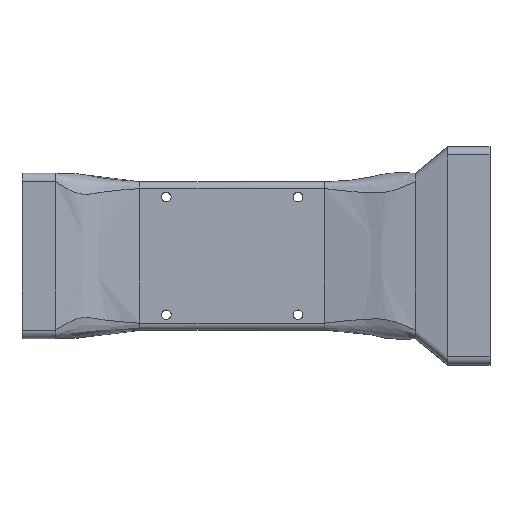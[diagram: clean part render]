
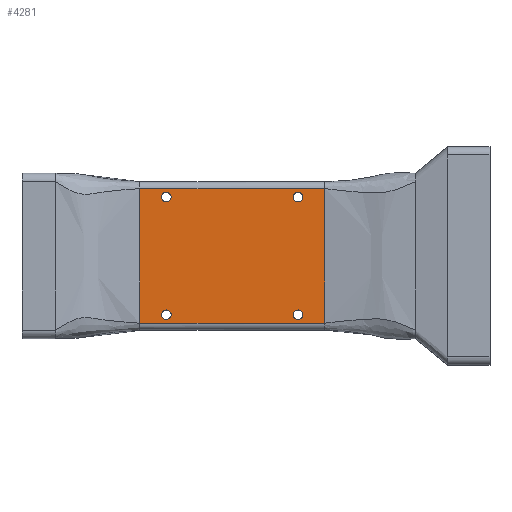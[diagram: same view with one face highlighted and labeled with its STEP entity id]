
A CAD part, top view. The second image highlights one B-rep face of the part: STEP entity #4281.
In plain terms, the highlighted planar face has unit normal (0, 0, 1).
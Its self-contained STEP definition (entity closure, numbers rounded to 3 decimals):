
#39 = EDGE_CURVE ( 'NONE', #5370, #1392, #3788, .T. ) ;
#61 = FACE_BOUND ( 'NONE', #4655, .T. ) ;
#164 = CARTESIAN_POINT ( 'NONE',  ( -33., 24., 25.5 ) ) ;
#188 = AXIS2_PLACEMENT_3D ( 'NONE', #4293, #4320, #2361 ) ;
#244 = DIRECTION ( 'NONE',  ( 0., 0., 1. ) ) ;
#252 = EDGE_CURVE ( 'NONE', #4676, #1188, #4227, .T. ) ;
#279 = DIRECTION ( 'NONE',  ( 1., 0., 0. ) ) ;
#317 = EDGE_CURVE ( 'NONE', #4028, #3403, #3214, .T. ) ;
#325 = DIRECTION ( 'NONE',  ( 1., 0., 0. ) ) ;
#359 = VERTEX_POINT ( 'NONE', #5200 ) ;
#613 = CARTESIAN_POINT ( 'NONE',  ( -33., 24., 25.5 ) ) ;
#628 = AXIS2_PLACEMENT_3D ( 'NONE', #711, #244, #1493 ) ;
#711 = CARTESIAN_POINT ( 'NONE',  ( -23.5, 21., 25.5 ) ) ;
#724 = ORIENTED_EDGE ( 'NONE', *, *, #2478, .F. ) ;
#799 = AXIS2_PLACEMENT_3D ( 'NONE', #3238, #1942, #279 ) ;
#874 = DIRECTION ( 'NONE',  ( 0., 0., 1. ) ) ;
#921 = PLANE ( 'NONE',  #188 ) ;
#951 = FACE_BOUND ( 'NONE', #1633, .T. ) ;
#995 = CARTESIAN_POINT ( 'NONE',  ( -25.2, -21., 25.5 ) ) ;
#1024 = ORIENTED_EDGE ( 'NONE', *, *, #2653, .F. ) ;
#1043 = DIRECTION ( 'NONE',  ( 0., 0., 1. ) ) ;
#1044 = CARTESIAN_POINT ( 'NONE',  ( 21.8, -21., 25.5 ) ) ;
#1135 = EDGE_CURVE ( 'NONE', #3953, #3232, #2081, .T. ) ;
#1176 = B_SPLINE_CURVE_WITH_KNOTS ( 'NONE', 3,
 ( #4635, #2974, #3335, #5077 ),
 .UNSPECIFIED., .F., .F.,
 ( 4, 4 ),
 ( 0., 1. ),
 .UNSPECIFIED. ) ;
#1188 = VERTEX_POINT ( 'NONE', #1986 ) ;
#1331 = FACE_BOUND ( 'NONE', #4894, .T. ) ;
#1392 = VERTEX_POINT ( 'NONE', #5351 ) ;
#1413 = ORIENTED_EDGE ( 'NONE', *, *, #3029, .F. ) ;
#1427 = LINE ( 'NONE', #4415, #3985 ) ;
#1438 = CARTESIAN_POINT ( 'NONE',  ( 11., 24., 25.5 ) ) ;
#1493 = DIRECTION ( 'NONE',  ( 1., 0., 0. ) ) ;
#1525 = ORIENTED_EDGE ( 'NONE', *, *, #4955, .F. ) ;
#1633 = EDGE_LOOP ( 'NONE', ( #1024, #4277 ) ) ;
#1767 = CIRCLE ( 'NONE', #3799, 1.7 ) ;
#1848 = DIRECTION ( 'NONE',  ( 0., 0., 1. ) ) ;
#1852 = AXIS2_PLACEMENT_3D ( 'NONE', #3728, #2898, #325 ) ;
#1862 = ORIENTED_EDGE ( 'NONE', *, *, #4513, .F. ) ;
#1866 = CIRCLE ( 'NONE', #5120, 1.7 ) ;
#1942 = DIRECTION ( 'NONE',  ( 0., 0., 1. ) ) ;
#1946 = CIRCLE ( 'NONE', #2029, 1.7 ) ;
#1986 = CARTESIAN_POINT ( 'NONE',  ( 25.2, -21., 25.5 ) ) ;
#2029 = AXIS2_PLACEMENT_3D ( 'NONE', #5029, #874, #2066 ) ;
#2066 = DIRECTION ( 'NONE',  ( 1., 0., 0. ) ) ;
#2081 = CIRCLE ( 'NONE', #2351, 1.7 ) ;
#2270 = CARTESIAN_POINT ( 'NONE',  ( 33., 24., 25.5 ) ) ;
#2351 = AXIS2_PLACEMENT_3D ( 'NONE', #4974, #4612, #5338 ) ;
#2361 = DIRECTION ( 'NONE',  ( -1., 0., 0. ) ) ;
#2408 = CARTESIAN_POINT ( 'NONE',  ( -21.8, 21., 25.5 ) ) ;
#2438 = VERTEX_POINT ( 'NONE', #5110 ) ;
#2478 = EDGE_CURVE ( 'NONE', #3232, #3953, #3264, .T. ) ;
#2629 = FACE_OUTER_BOUND ( 'NONE', #3328, .T. ) ;
#2653 = EDGE_CURVE ( 'NONE', #4089, #4156, #1767, .T. ) ;
#2898 = DIRECTION ( 'NONE',  ( 0., 0., 1. ) ) ;
#2974 = CARTESIAN_POINT ( 'NONE',  ( 33., 8., 25.5 ) ) ;
#2978 = CARTESIAN_POINT ( 'NONE',  ( -21.8, -21., 25.5 ) ) ;
#2998 = CARTESIAN_POINT ( 'NONE',  ( 33., -24., 25.5 ) ) ;
#3021 = FACE_BOUND ( 'NONE', #4698, .T. ) ;
#3029 = EDGE_CURVE ( 'NONE', #4028, #2438, #1176, .T. ) ;
#3066 = CARTESIAN_POINT ( 'NONE',  ( 33., 24., 25.5 ) ) ;
#3214 = B_SPLINE_CURVE_WITH_KNOTS ( 'NONE', 3,
 ( #2270, #1438, #3928, #164 ),
 .UNSPECIFIED., .F., .F.,
 ( 4, 4 ),
 ( 0., 1. ),
 .UNSPECIFIED. ) ;
#3232 = VERTEX_POINT ( 'NONE', #3411 ) ;
#3238 = CARTESIAN_POINT ( 'NONE',  ( -23.5, -21., 25.5 ) ) ;
#3264 = CIRCLE ( 'NONE', #628, 1.7 ) ;
#3328 = EDGE_LOOP ( 'NONE', ( #3560, #1862, #1413, #5056 ) ) ;
#3335 = CARTESIAN_POINT ( 'NONE',  ( 33., -8., 25.5 ) ) ;
#3403 = VERTEX_POINT ( 'NONE', #613 ) ;
#3411 = CARTESIAN_POINT ( 'NONE',  ( -25.2, 21., 25.5 ) ) ;
#3440 = CARTESIAN_POINT ( 'NONE',  ( -33., -24., 25.5 ) ) ;
#3560 = ORIENTED_EDGE ( 'NONE', *, *, #4614, .F. ) ;
#3728 = CARTESIAN_POINT ( 'NONE',  ( 23.5, -21., 25.5 ) ) ;
#3788 = CIRCLE ( 'NONE', #4501, 1.7 ) ;
#3799 = AXIS2_PLACEMENT_3D ( 'NONE', #5191, #4330, #5222 ) ;
#3816 = CARTESIAN_POINT ( 'NONE',  ( 21.8, 21., 25.5 ) ) ;
#3827 = ORIENTED_EDGE ( 'NONE', *, *, #39, .F. ) ;
#3863 = CARTESIAN_POINT ( 'NONE',  ( 23.5, -21., 25.5 ) ) ;
#3916 = DIRECTION ( 'NONE',  ( 0., 1., 0. ) ) ;
#3928 = CARTESIAN_POINT ( 'NONE',  ( -11., 24., 25.5 ) ) ;
#3953 = VERTEX_POINT ( 'NONE', #2408 ) ;
#3985 = VECTOR ( 'NONE', #3916, 1000. ) ;
#4028 = VERTEX_POINT ( 'NONE', #3066 ) ;
#4089 = VERTEX_POINT ( 'NONE', #2978 ) ;
#4121 = ORIENTED_EDGE ( 'NONE', *, *, #4792, .F. ) ;
#4156 = VERTEX_POINT ( 'NONE', #995 ) ;
#4227 = CIRCLE ( 'NONE', #1852, 1.7 ) ;
#4277 = ORIENTED_EDGE ( 'NONE', *, *, #4344, .F. ) ;
#4281 = ADVANCED_FACE ( 'NONE', ( #61, #951, #1331, #3021, #2629 ), #921, .F. ) ;
#4293 = CARTESIAN_POINT ( 'NONE',  ( 33., 0., 25.5 ) ) ;
#4320 = DIRECTION ( 'NONE',  ( 0., 0., -1. ) ) ;
#4330 = DIRECTION ( 'NONE',  ( 0., 0., 1. ) ) ;
#4335 = DIRECTION ( 'NONE',  ( 1., 0., 0. ) ) ;
#4338 = ORIENTED_EDGE ( 'NONE', *, *, #1135, .F. ) ;
#4344 = EDGE_CURVE ( 'NONE', #4156, #4089, #4875, .T. ) ;
#4415 = CARTESIAN_POINT ( 'NONE',  ( -33., 0., 25.5 ) ) ;
#4501 = AXIS2_PLACEMENT_3D ( 'NONE', #4834, #1043, #5185 ) ;
#4513 = EDGE_CURVE ( 'NONE', #2438, #359, #5470, .T. ) ;
#4584 = ORIENTED_EDGE ( 'NONE', *, *, #252, .F. ) ;
#4612 = DIRECTION ( 'NONE',  ( 0., 0., 1. ) ) ;
#4614 = EDGE_CURVE ( 'NONE', #359, #3403, #1427, .T. ) ;
#4635 = CARTESIAN_POINT ( 'NONE',  ( 33., 24., 25.5 ) ) ;
#4655 = EDGE_LOOP ( 'NONE', ( #4338, #724 ) ) ;
#4676 = VERTEX_POINT ( 'NONE', #1044 ) ;
#4698 = EDGE_LOOP ( 'NONE', ( #4121, #3827 ) ) ;
#4792 = EDGE_CURVE ( 'NONE', #1392, #5370, #1946, .T. ) ;
#4834 = CARTESIAN_POINT ( 'NONE',  ( 23.5, 21., 25.5 ) ) ;
#4875 = CIRCLE ( 'NONE', #799, 1.7 ) ;
#4894 = EDGE_LOOP ( 'NONE', ( #1525, #4584 ) ) ;
#4955 = EDGE_CURVE ( 'NONE', #1188, #4676, #1866, .T. ) ;
#4974 = CARTESIAN_POINT ( 'NONE',  ( -23.5, 21., 25.5 ) ) ;
#5029 = CARTESIAN_POINT ( 'NONE',  ( 23.5, 21., 25.5 ) ) ;
#5056 = ORIENTED_EDGE ( 'NONE', *, *, #317, .T. ) ;
#5077 = CARTESIAN_POINT ( 'NONE',  ( 33., -24., 25.5 ) ) ;
#5110 = CARTESIAN_POINT ( 'NONE',  ( 33., -24., 25.5 ) ) ;
#5120 = AXIS2_PLACEMENT_3D ( 'NONE', #3863, #1848, #4335 ) ;
#5185 = DIRECTION ( 'NONE',  ( 1., 0., 0. ) ) ;
#5191 = CARTESIAN_POINT ( 'NONE',  ( -23.5, -21., 25.5 ) ) ;
#5200 = CARTESIAN_POINT ( 'NONE',  ( -33., -24., 25.5 ) ) ;
#5222 = DIRECTION ( 'NONE',  ( 1., 0., 0. ) ) ;
#5338 = DIRECTION ( 'NONE',  ( 1., 0., 0. ) ) ;
#5351 = CARTESIAN_POINT ( 'NONE',  ( 25.2, 21., 25.5 ) ) ;
#5370 = VERTEX_POINT ( 'NONE', #3816 ) ;
#5470 = B_SPLINE_CURVE_WITH_KNOTS ( 'NONE', 1,
 ( #2998, #3440 ),
 .UNSPECIFIED., .F., .F.,
 ( 2, 2 ),
 ( 0., 1. ),
 .UNSPECIFIED. ) ;
